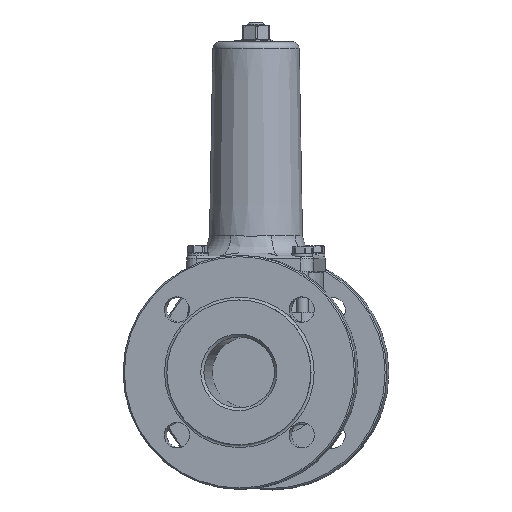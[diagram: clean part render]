
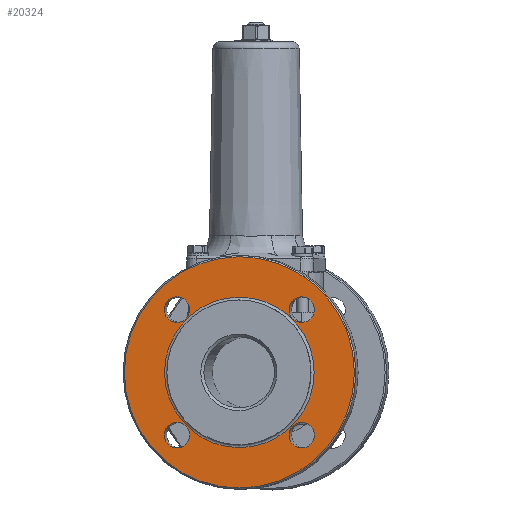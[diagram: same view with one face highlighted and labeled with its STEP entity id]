
A CAD part, top view. The second image highlights one B-rep face of the part: STEP entity #20324.
In plain terms, the highlighted planar face has unit normal (-0.105, 0, 0.995).
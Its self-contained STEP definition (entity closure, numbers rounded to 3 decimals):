
#1505=PLANE($,#21673);
#2028=FACE_BOUND($,#3603,.T.);
#2029=FACE_BOUND($,#3604,.T.);
#2030=FACE_BOUND($,#3605,.T.);
#2031=FACE_BOUND($,#3606,.T.);
#2032=FACE_BOUND($,#3607,.T.);
#2033=FACE_BOUND($,#3608,.T.);
#3603=EDGE_LOOP($,(#12317));
#3604=EDGE_LOOP($,(#12318));
#3605=EDGE_LOOP($,(#12319));
#3606=EDGE_LOOP($,(#12320));
#3607=EDGE_LOOP($,(#12321));
#3608=EDGE_LOOP($,(#12322));
#5022=CIRCLE($,#21646,9.);
#5024=CIRCLE($,#21649,9.);
#5026=CIRCLE($,#21652,9.);
#5028=CIRCLE($,#21655,9.);
#5039=CIRCLE($,#21674,53.);
#5040=CIRCLE($,#21675,81.5);
#7324=VERTEX_POINT($,#28526);
#7326=VERTEX_POINT($,#28531);
#7328=VERTEX_POINT($,#28536);
#7330=VERTEX_POINT($,#28541);
#7341=VERTEX_POINT($,#28571);
#7342=VERTEX_POINT($,#28573);
#9192=EDGE_CURVE($,#7324,#7324,#5022,.T.);
#9194=EDGE_CURVE($,#7326,#7326,#5024,.T.);
#9196=EDGE_CURVE($,#7328,#7328,#5026,.T.);
#9198=EDGE_CURVE($,#7330,#7330,#5028,.T.);
#9209=EDGE_CURVE($,#7341,#7341,#5039,.T.);
#9210=EDGE_CURVE($,#7342,#7342,#5040,.T.);
#12317=ORIENTED_EDGE($,*,*,#9192,.T.);
#12318=ORIENTED_EDGE($,*,*,#9194,.T.);
#12319=ORIENTED_EDGE($,*,*,#9196,.T.);
#12320=ORIENTED_EDGE($,*,*,#9198,.T.);
#12321=ORIENTED_EDGE($,*,*,#9209,.F.);
#12322=ORIENTED_EDGE($,*,*,#9210,.F.);
#20324=ADVANCED_FACE($,(#2028,#2029,#2030,#2031,#2032,#2033),#1505,.T.);
#21646=AXIS2_PLACEMENT_3D($,#28527,#23340,#23341);
#21649=AXIS2_PLACEMENT_3D($,#28532,#23346,#23347);
#21652=AXIS2_PLACEMENT_3D($,#28537,#23352,#23353);
#21655=AXIS2_PLACEMENT_3D($,#28542,#23358,#23359);
#21673=AXIS2_PLACEMENT_3D($,#28570,#23394,#23395);
#21674=AXIS2_PLACEMENT_3D($,#28572,#23396,#23397);
#21675=AXIS2_PLACEMENT_3D($,#28574,#23398,#23399);
#23340=DIRECTION('center_axis',(0.105,0.,
-0.994));
#23341=DIRECTION('ref_axis',(-0.994,0.,-0.105));
#23346=DIRECTION('center_axis',(0.105,0.,
-0.994));
#23347=DIRECTION('ref_axis',(-0.994,0.,-0.105));
#23352=DIRECTION('center_axis',(0.105,0.,
-0.994));
#23353=DIRECTION('ref_axis',(-0.994,0.,-0.105));
#23358=DIRECTION('center_axis',(0.105,0.,
-0.994));
#23359=DIRECTION('ref_axis',(-0.994,0.,-0.105));
#23394=DIRECTION('center_axis',(-0.105,0.,
0.994));
#23395=DIRECTION('ref_axis',(-0.994,0.,-0.105));
#23396=DIRECTION('center_axis',(-0.105,0.,
0.994));
#23397=DIRECTION('ref_axis',(-0.994,0.,
-0.105));
#23398=DIRECTION('center_axis',(0.105,0.,
-0.994));
#23399=DIRECTION('ref_axis',(-0.994,0.,
-0.105));
#28526=CARTESIAN_POINT('',(-44.731,-129.542,112.154));
#28527=CARTESIAN_POINT('Origin',(-53.682,-129.542,111.21));
#28531=CARTESIAN_POINT('',(43.17,-129.542,121.422));
#28532=CARTESIAN_POINT('Origin',(34.219,-129.542,120.478));
#28536=CARTESIAN_POINT('',(-44.731,-41.153,112.154));
#28537=CARTESIAN_POINT('Origin',(-53.682,-41.153,111.21));
#28541=CARTESIAN_POINT('',(43.17,-41.153,121.422));
#28542=CARTESIAN_POINT('Origin',(34.219,-41.153,120.478));
#28570=CARTESIAN_POINT('Origin',(-9.731,-85.348,115.844));
#28571=CARTESIAN_POINT('',(42.977,-85.348,121.402));
#28572=CARTESIAN_POINT('Origin',(-9.731,-85.348,115.844));
#28573=CARTESIAN_POINT('',(71.32,-85.348,124.39));
#28574=CARTESIAN_POINT('Origin',(-9.731,-85.348,115.844));
